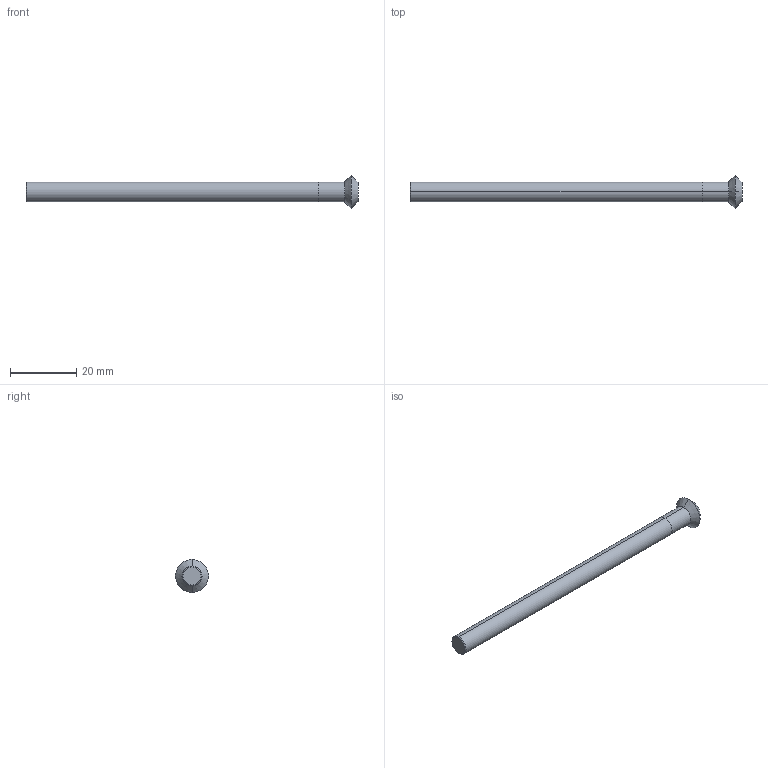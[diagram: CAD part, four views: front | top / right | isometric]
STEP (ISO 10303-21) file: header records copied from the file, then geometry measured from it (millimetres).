
FILE_DESCRIPTION((''),'2;1');
FILE_NAME('52158100_ASM','2019-10-17T09:00:05',('endresb'),(''),'CREO PARAMETRIC BY PTC INC, 2018400','CREO PARAMETRIC BY PTC INC, 2018400','');
FILE_SCHEMA(('AUTOMOTIVE_DESIGN { 1 0 10303 214 1 1 1 1 }'));
Length unit declared in the file: millimetre
Products named in the file (3): 52158100NC; 52158100C; 52158100_ASM
Assembly tree (2 placements, depth 2):
  52158100_ASM
    52158100NC
    52158100C
Bounding box: 100 x 10 x 10 mm (x, y, z)
Volume: 2713.8 mm3; surface area: 2062 mm2
Topology: 1 solids, 2 shells, 14 faces, 27 edges, 18 vertices
Faces by surface type: cone 6, plane 4, cylinder 4
Entity records: 1436 total; most frequent: DIRECTION 150, PROPERTY_DEFINITION 110, REPRESENTATION 108, PROPERTY_DEFINITION_REPRESENTATION 108, CARTESIAN_POINT 105, DESCRIPTIVE_REPRESENTATION_ITEM 76, GENERAL_PROPERTY 73, GENERAL_PROPERTY_ASSOCIATION 73
